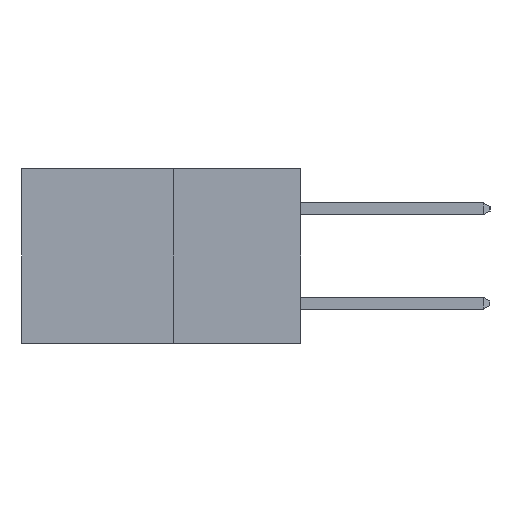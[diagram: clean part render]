
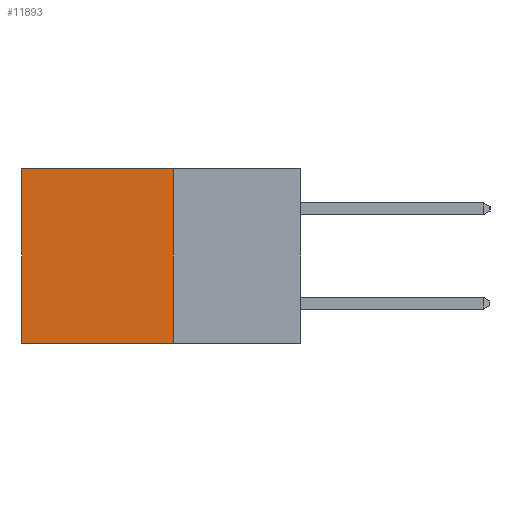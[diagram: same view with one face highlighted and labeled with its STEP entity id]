
A CAD part, left-side view. The second image highlights one B-rep face of the part: STEP entity #11893.
In plain terms, the highlighted planar face has unit normal (-1, 0, 0).
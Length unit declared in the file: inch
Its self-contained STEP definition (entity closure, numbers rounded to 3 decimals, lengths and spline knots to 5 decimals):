
#172 = EDGE_CURVE ( 'NONE', #5467, #6020, #5862, .T. ) ;
#400 = ORIENTED_EDGE ( 'NONE', *, *, #172, .T. ) ;
#463 = CARTESIAN_POINT ( 'NONE',  ( 0.277, 0.59, -0.37 ) ) ;
#718 = FACE_OUTER_BOUND ( 'NONE', #9848, .T. ) ;
#1506 = VECTOR ( 'NONE', #11338, 39.37008 ) ;
#2120 = CARTESIAN_POINT ( 'NONE',  ( 0.277, 0.27, -0.37 ) ) ;
#2160 = AXIS2_PLACEMENT_3D ( 'NONE', #14461, #15583, #8556 ) ;
#2226 = VERTEX_POINT ( 'NONE', #2120 ) ;
#2265 = VECTOR ( 'NONE', #6057, 39.37008 ) ;
#2285 = CARTESIAN_POINT ( 'NONE',  ( 0.277, 0.27, 0. ) ) ;
#3204 = CARTESIAN_POINT ( 'NONE',  ( 0.277, 0.27, 0. ) ) ;
#5169 = LINE ( 'NONE', #5427, #8875 ) ;
#5253 = ORIENTED_EDGE ( 'NONE', *, *, #8026, .F. ) ;
#5427 = CARTESIAN_POINT ( 'NONE',  ( 0.277, 0.27, -0.37 ) ) ;
#5467 = VERTEX_POINT ( 'NONE', #6682 ) ;
#5862 = LINE ( 'NONE', #7039, #14688 ) ;
#6020 = VERTEX_POINT ( 'NONE', #463 ) ;
#6038 = LINE ( 'NONE', #2285, #2265 ) ;
#6057 = DIRECTION ( 'NONE',  ( 0., 1., 0. ) ) ;
#6682 = CARTESIAN_POINT ( 'NONE',  ( 0.277, 0.59, 0. ) ) ;
#7039 = CARTESIAN_POINT ( 'NONE',  ( 0.277, 0.59, -0.37 ) ) ;
#7859 = LINE ( 'NONE', #11323, #1506 ) ;
#8026 = EDGE_CURVE ( 'NONE', #2226, #6020, #7859, .T. ) ;
#8556 = DIRECTION ( 'NONE',  ( 0., 0., -1. ) ) ;
#8766 = ORIENTED_EDGE ( 'NONE', *, *, #11442, .F. ) ;
#8875 = VECTOR ( 'NONE', #13863, 39.37008 ) ;
#9328 = EDGE_CURVE ( 'NONE', #14801, #5467, #6038, .T. ) ;
#9848 = EDGE_LOOP ( 'NONE', ( #400, #5253, #8766, #13597 ) ) ;
#10710 = DIRECTION ( 'NONE',  ( 0., 0., -1. ) ) ;
#11323 = CARTESIAN_POINT ( 'NONE',  ( 0.277, 0.27, -0.37 ) ) ;
#11338 = DIRECTION ( 'NONE',  ( 0., 1., 0. ) ) ;
#11442 = EDGE_CURVE ( 'NONE', #14801, #2226, #5169, .T. ) ;
#11893 = ADVANCED_FACE ( 'NONE', ( #718 ), #15536, .F. ) ;
#13597 = ORIENTED_EDGE ( 'NONE', *, *, #9328, .T. ) ;
#13863 = DIRECTION ( 'NONE',  ( 0., 0., -1. ) ) ;
#14461 = CARTESIAN_POINT ( 'NONE',  ( 0.277, 0.27, -0.37 ) ) ;
#14688 = VECTOR ( 'NONE', #10710, 39.37008 ) ;
#14801 = VERTEX_POINT ( 'NONE', #3204 ) ;
#15536 = PLANE ( 'NONE',  #2160 ) ;
#15583 = DIRECTION ( 'NONE',  ( 1., 0., 0. ) ) ;
